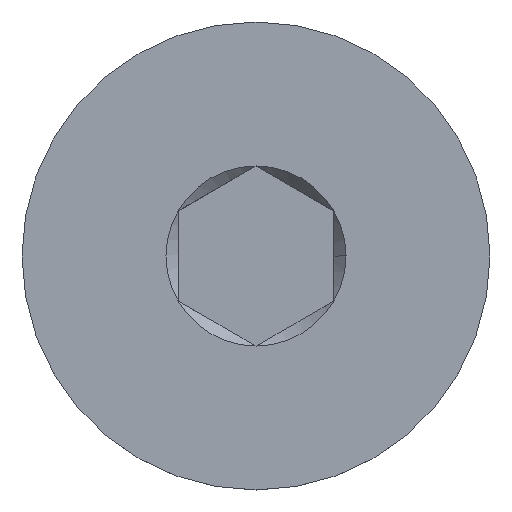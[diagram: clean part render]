
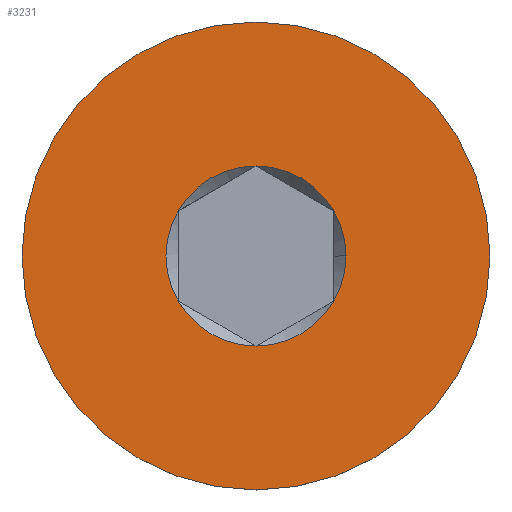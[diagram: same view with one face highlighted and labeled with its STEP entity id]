
A CAD part, top view. The second image highlights one B-rep face of the part: STEP entity #3231.
In plain terms, the highlighted planar face has unit normal (0, 0, 1).
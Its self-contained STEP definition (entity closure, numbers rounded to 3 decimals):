
#461 = CARTESIAN_POINT ( 'NONE',  ( 0., 0., 0. ) ) ;
#471 = DIRECTION ( 'NONE',  ( 0., 0., 1. ) ) ;
#473 = CARTESIAN_POINT ( 'NONE',  ( 0., 0., 0. ) ) ;
#474 = DIRECTION ( 'NONE',  ( 1., 0., 0. ) ) ;
#479 = CARTESIAN_POINT ( 'NONE',  ( 0., 0., 0. ) ) ;
#481 = DIRECTION ( 'NONE',  ( 1., 0., 0. ) ) ;
#483 = DIRECTION ( 'NONE',  ( 0., 0., 1. ) ) ;
#500 = CARTESIAN_POINT ( 'NONE',  ( 0., 0., 0. ) ) ;
#501 = DIRECTION ( 'NONE',  ( 0., 0., 1. ) ) ;
#502 = CARTESIAN_POINT ( 'NONE',  ( 0., 0., 0. ) ) ;
#503 = DIRECTION ( 'NONE',  ( 1., 0., 0. ) ) ;
#506 = DIRECTION ( 'NONE',  ( 0., 0., 1. ) ) ;
#516 = CARTESIAN_POINT ( 'NONE',  ( 1., -0.577, 0. ) ) ;
#526 = CARTESIAN_POINT ( 'NONE',  ( 1.155, 0., 0. ) ) ;
#546 = CARTESIAN_POINT ( 'NONE',  ( 0., -3., 0. ) ) ;
#584 = CARTESIAN_POINT ( 'NONE',  ( -1., -0.577, 0. ) ) ;
#613 = CARTESIAN_POINT ( 'NONE',  ( 0., 1.155, 0. ) ) ;
#630 = CARTESIAN_POINT ( 'NONE',  ( 1., 0.577, 0. ) ) ;
#654 = CARTESIAN_POINT ( 'NONE',  ( 0., -1.155, 0. ) ) ;
#705 = DIRECTION ( 'NONE',  ( 1., 0., 0. ) ) ;
#706 = CARTESIAN_POINT ( 'NONE',  ( 0., 0., 0. ) ) ;
#741 = DIRECTION ( 'NONE',  ( 0., 0., 1. ) ) ;
#771 = DIRECTION ( 'NONE',  ( 0., 0., 1. ) ) ;
#772 = DIRECTION ( 'NONE',  ( 0., 0., 1. ) ) ;
#806 = DIRECTION ( 'NONE',  ( 0., -1., 0. ) ) ;
#809 = CARTESIAN_POINT ( 'NONE',  ( -1., 0.577, 0. ) ) ;
#872 = DIRECTION ( 'NONE',  ( 0., -1., 0. ) ) ;
#873 = DIRECTION ( 'NONE',  ( 0., 0., 1. ) ) ;
#874 = CARTESIAN_POINT ( 'NONE',  ( 0., 0., 0. ) ) ;
#875 = DIRECTION ( 'NONE',  ( 1., 0., 0. ) ) ;
#890 = DIRECTION ( 'NONE',  ( 1., 0., 0. ) ) ;
#910 = CARTESIAN_POINT ( 'NONE',  ( 0., 3., 0. ) ) ;
#950 = DIRECTION ( 'NONE',  ( 1., 0., 0. ) ) ;
#953 = CARTESIAN_POINT ( 'NONE',  ( 0., 0., 0. ) ) ;
#966 = CARTESIAN_POINT ( 'NONE',  ( 0., 0., 0. ) ) ;
#1025 = DIRECTION ( 'NONE',  ( 0., 0., 1. ) ) ;
#1570 = CARTESIAN_POINT ( 'NONE',  ( 0., -1.5, 0. ) ) ;
#1579 = PLANE ( 'NONE',  #2904 ) ;
#1582 = DIRECTION ( 'NONE',  ( 0., 0., 1. ) ) ;
#1584 = DIRECTION ( 'NONE',  ( 0., -1., 0. ) ) ;
#1910 = EDGE_LOOP ( 'NONE', ( #1945, #2695 ) ) ;
#1915 = EDGE_LOOP ( 'NONE', ( #1932, #2733, #2730, #2098, #2629, #2043, #2084 ) ) ;
#1932 = ORIENTED_EDGE ( 'NONE', *, *, #2841, .F. ) ;
#1937 = VERTEX_POINT ( 'NONE', #613 ) ;
#1945 = ORIENTED_EDGE ( 'NONE', *, *, #2928, .T. ) ;
#1958 = VERTEX_POINT ( 'NONE', #516 ) ;
#2019 = VERTEX_POINT ( 'NONE', #526 ) ;
#2043 = ORIENTED_EDGE ( 'NONE', *, *, #2843, .F. ) ;
#2084 = ORIENTED_EDGE ( 'NONE', *, *, #2889, .F. ) ;
#2098 = ORIENTED_EDGE ( 'NONE', *, *, #2847, .F. ) ;
#2105 = CIRCLE ( 'NONE', #2834, 1.155 ) ;
#2113 = CIRCLE ( 'NONE', #2885, 3. ) ;
#2135 = CIRCLE ( 'NONE', #2884, 1.155 ) ;
#2162 = CIRCLE ( 'NONE', #2830, 1.155 ) ;
#2179 = CIRCLE ( 'NONE', #2877, 3. ) ;
#2226 = VERTEX_POINT ( 'NONE', #584 ) ;
#2321 = FACE_OUTER_BOUND ( 'NONE', #1910, .T. ) ;
#2326 = FACE_BOUND ( 'NONE', #1915, .T. ) ;
#2518 = CIRCLE ( 'NONE', #2879, 1.155 ) ;
#2568 = VERTEX_POINT ( 'NONE', #630 ) ;
#2614 = VERTEX_POINT ( 'NONE', #910 ) ;
#2629 = ORIENTED_EDGE ( 'NONE', *, *, #2822, .F. ) ;
#2650 = VERTEX_POINT ( 'NONE', #546 ) ;
#2695 = ORIENTED_EDGE ( 'NONE', *, *, #2837, .T. ) ;
#2710 = VERTEX_POINT ( 'NONE', #654 ) ;
#2719 = VERTEX_POINT ( 'NONE', #809 ) ;
#2730 = ORIENTED_EDGE ( 'NONE', *, *, #2848, .F. ) ;
#2733 = ORIENTED_EDGE ( 'NONE', *, *, #2836, .F. ) ;
#2734 = CIRCLE ( 'NONE', #2882, 1.155 ) ;
#2785 = CIRCLE ( 'NONE', #2880, 1.155 ) ;
#2786 = CIRCLE ( 'NONE', #2883, 1.155 ) ;
#2822 = EDGE_CURVE ( 'NONE', #2568, #1937, #2162, .T. ) ;
#2830 = AXIS2_PLACEMENT_3D ( 'NONE', #966, #741, #875 ) ;
#2834 = AXIS2_PLACEMENT_3D ( 'NONE', #502, #501, #705 ) ;
#2836 = EDGE_CURVE ( 'NONE', #2226, #2710, #2105, .T. ) ;
#2837 = EDGE_CURVE ( 'NONE', #2614, #2650, #2179, .T. ) ;
#2841 = EDGE_CURVE ( 'NONE', #2710, #1958, #2518, .T. ) ;
#2843 = EDGE_CURVE ( 'NONE', #2019, #2568, #2785, .T. ) ;
#2847 = EDGE_CURVE ( 'NONE', #1937, #2719, #2734, .T. ) ;
#2848 = EDGE_CURVE ( 'NONE', #2719, #2226, #2786, .T. ) ;
#2877 = AXIS2_PLACEMENT_3D ( 'NONE', #706, #1025, #806 ) ;
#2879 = AXIS2_PLACEMENT_3D ( 'NONE', #953, #771, #890 ) ;
#2880 = AXIS2_PLACEMENT_3D ( 'NONE', #473, #471, #474 ) ;
#2882 = AXIS2_PLACEMENT_3D ( 'NONE', #479, #483, #481 ) ;
#2883 = AXIS2_PLACEMENT_3D ( 'NONE', #461, #772, #950 ) ;
#2884 = AXIS2_PLACEMENT_3D ( 'NONE', #500, #506, #503 ) ;
#2885 = AXIS2_PLACEMENT_3D ( 'NONE', #874, #873, #872 ) ;
#2889 = EDGE_CURVE ( 'NONE', #1958, #2019, #2135, .T. ) ;
#2904 = AXIS2_PLACEMENT_3D ( 'NONE', #1570, #1582, #1584 ) ;
#2928 = EDGE_CURVE ( 'NONE', #2650, #2614, #2113, .T. ) ;
#3231 = ADVANCED_FACE ( 'NONE', ( #2326, #2321 ), #1579, .T. ) ;
